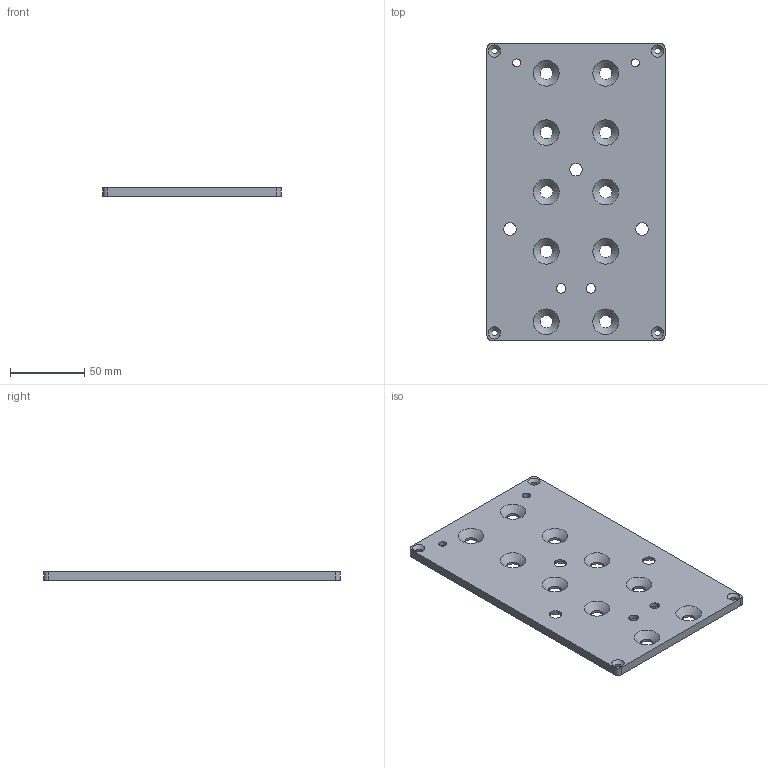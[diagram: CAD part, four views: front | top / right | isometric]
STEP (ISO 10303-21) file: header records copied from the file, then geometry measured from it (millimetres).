
FILE_DESCRIPTION(('FreeCAD Model'),'2;1');
FILE_NAME('Open CASCADE Shape Model','2021-05-06T00:47:23',('Author'),( ''),'Open CASCADE STEP processor 7.5','FreeCAD','Unknown');
FILE_SCHEMA(('AUTOMOTIVE_DESIGN { 1 0 10303 214 1 1 1 1 }'));
Length unit declared in the file: millimetre
Products named in the file (1): Body
Bounding box: 120 x 200 x 6 mm (x, y, z)
Volume: 133543.7 mm3; surface area: 52156 mm2
Topology: 1 solids, 1 shells, 52 faces, 129 edges, 79 vertices
Faces by surface type: cylinder 25, cone 21, plane 6
Full cylindrical faces by diameter (mm): 3.9 x4, 5.3 x2, 6.4 x2, 8.4 x13
Entity records: 3408 total; most frequent: CARTESIAN_POINT 657, DIRECTION 541, LINE 266, VECTOR 266, ORIENTED_EDGE 258, PCURVE 258, DEFINITIONAL_REPRESENTATION 258, EDGE_CURVE 129
